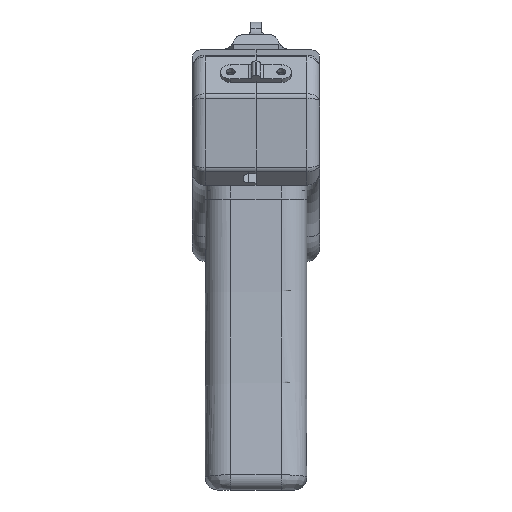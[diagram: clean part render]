
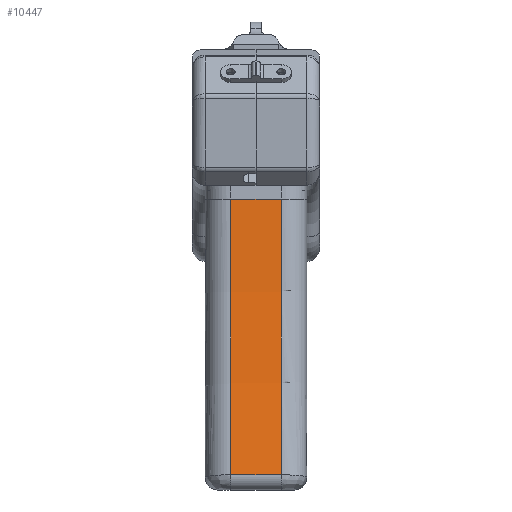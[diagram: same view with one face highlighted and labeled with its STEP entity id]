
A CAD part, front view. The second image highlights one B-rep face of the part: STEP entity #10447.
In plain terms, the highlighted cylindrical face has radius 800 mm (diameter 1600 mm), a partial arc.
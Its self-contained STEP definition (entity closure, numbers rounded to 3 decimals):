
#542=LINE('',#15426,#1576);
#563=LINE('',#15737,#1597);
#1576=VECTOR('',#12135,10.);
#1597=VECTOR('',#12246,10.);
#2618=CYLINDRICAL_SURFACE('',#11092,800.);
#2856=FACE_OUTER_BOUND('',#3455,.T.);
#3455=EDGE_LOOP('',(#7367,#7368,#7369,#7370));
#4211=CIRCLE('',#11091,800.);
#4212=CIRCLE('',#11093,800.);
#4655=VERTEX_POINT('',#15408);
#4657=VERTEX_POINT('',#15424);
#4699=VERTEX_POINT('',#15715);
#4700=VERTEX_POINT('',#15736);
#5689=EDGE_CURVE('',#4657,#4655,#542,.T.);
#5749=EDGE_CURVE('',#4699,#4657,#4211,.T.);
#5750=EDGE_CURVE('',#4700,#4699,#563,.T.);
#5751=EDGE_CURVE('',#4655,#4700,#4212,.T.);
#7367=ORIENTED_EDGE('',*,*,#5689,.F.);
#7368=ORIENTED_EDGE('',*,*,#5749,.F.);
#7369=ORIENTED_EDGE('',*,*,#5750,.F.);
#7370=ORIENTED_EDGE('',*,*,#5751,.F.);
#10447=ADVANCED_FACE('',(#2856),#2618,.F.);
#11091=AXIS2_PLACEMENT_3D('',#15734,#12242,#12243);
#11092=AXIS2_PLACEMENT_3D('',#15735,#12244,#12245);
#11093=AXIS2_PLACEMENT_3D('',#15738,#12247,#12248);
#12135=DIRECTION('',(0.,-1.,0.));
#12242=DIRECTION('center_axis',(0.,-1.,0.));
#12243=DIRECTION('ref_axis',(-0.992,0.,-0.13));
#12244=DIRECTION('center_axis',(0.,1.,0.));
#12245=DIRECTION('ref_axis',(-0.98,0.,-0.201));
#12246=DIRECTION('',(0.,1.,0.));
#12247=DIRECTION('center_axis',(0.,1.,0.));
#12248=DIRECTION('ref_axis',(-0.992,0.,-0.13));
#15408=CARTESIAN_POINT('',(63.798,10.,-114.032));
#15424=CARTESIAN_POINT('',(63.798,30.,-114.032));
#15426=CARTESIAN_POINT('',(63.798,0.,-114.032));
#15715=CARTESIAN_POINT('',(50.,30.,-5.5));
#15734=CARTESIAN_POINT('Origin',(848.654,30.,40.895));
#15735=CARTESIAN_POINT('Origin',(848.654,0.,40.895));
#15736=CARTESIAN_POINT('',(50.,10.,-5.5));
#15737=CARTESIAN_POINT('',(50.,0.,-5.5));
#15738=CARTESIAN_POINT('Origin',(848.654,10.,40.895));
